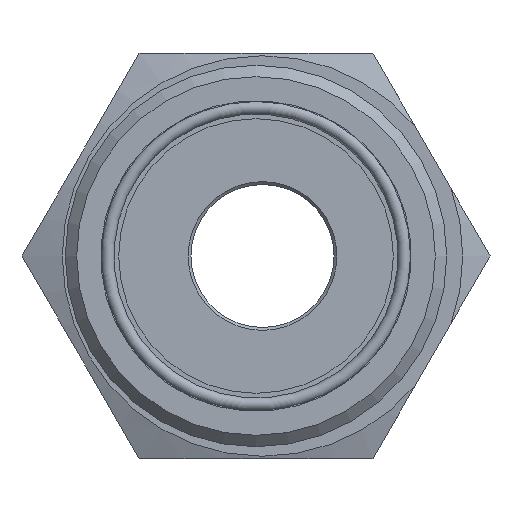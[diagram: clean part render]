
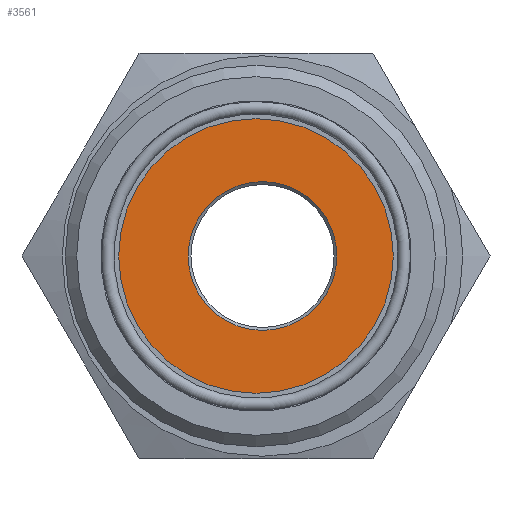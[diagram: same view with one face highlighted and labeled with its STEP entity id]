
A CAD part, left-side view. The second image highlights one B-rep face of the part: STEP entity #3561.
In plain terms, the highlighted planar face has unit normal (-1, 0, 0).
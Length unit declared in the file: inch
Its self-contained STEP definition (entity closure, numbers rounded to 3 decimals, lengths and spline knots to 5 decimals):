
#3489=CARTESIAN_POINT('',(-3.85,-0.39,0.));
#3490=VERTEX_POINT('',#3489);
#3491=CARTESIAN_POINT('',(-3.85,0.0,0.0));
#3492=DIRECTION('',(-1.0,0.0,0.0));
#3493=DIRECTION('',(0.0,1.0,0.0));
#3494=AXIS2_PLACEMENT_3D('',#3491,#3492,#3493);
#3495=CIRCLE('',#3494,0.39);
#3496=EDGE_CURVE('',#3490,#3490,#3495,.T.);
#3542=CARTESIAN_POINT('',(-3.85,0.03408,0.));
#3543=DIRECTION('',(1.0,0.0,0.0));
#3544=DIRECTION('',(0.0,0.0,-1.0));
#3545=AXIS2_PLACEMENT_3D('',#3542,#3543,#3544);
#3546=PLANE('',#3545);
#3547=CARTESIAN_POINT('',(-3.85,-0.68592,0.));
#3548=VERTEX_POINT('',#3547);
#3549=CARTESIAN_POINT('',(-3.85,0.03408,0.0));
#3550=DIRECTION('',(-1.0,0.0,0.0));
#3551=DIRECTION('',(0.0,1.0,0.0));
#3552=AXIS2_PLACEMENT_3D('',#3549,#3550,#3551);
#3553=CIRCLE('',#3552,0.72);
#3554=EDGE_CURVE('',#3548,#3548,#3553,.T.);
#3555=ORIENTED_EDGE('',*,*,#3554,.T.);
#3556=EDGE_LOOP('',(#3555));
#3557=FACE_OUTER_BOUND('',#3556,.T.);
#3558=ORIENTED_EDGE('',*,*,#3496,.F.);
#3559=EDGE_LOOP('',(#3558));
#3560=FACE_BOUND('',#3559,.T.);
#3561=ADVANCED_FACE('',(#3557,#3560),#3546,.F.);
